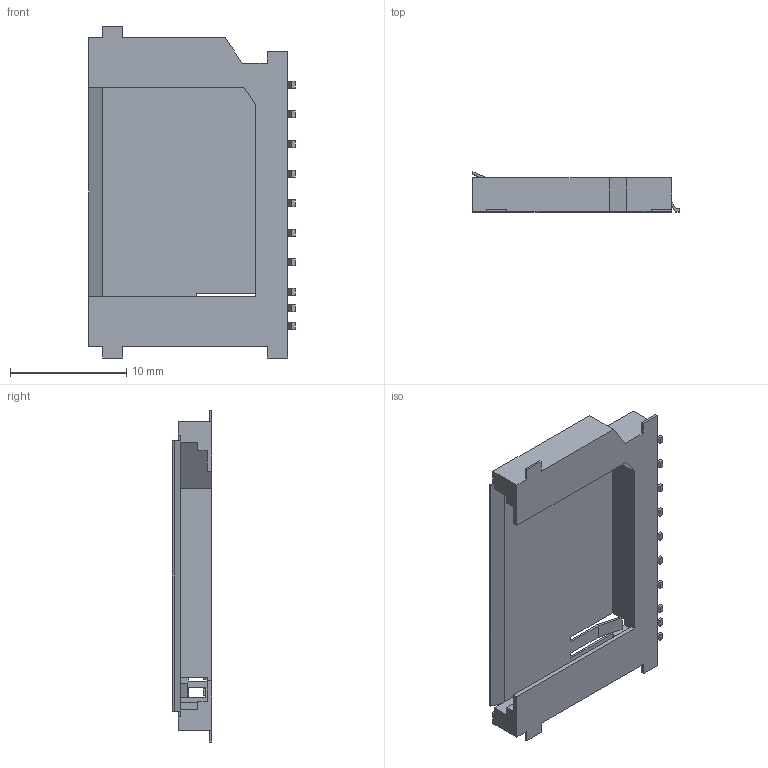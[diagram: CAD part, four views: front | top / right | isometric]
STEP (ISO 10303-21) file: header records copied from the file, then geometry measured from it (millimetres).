
FILE_DESCRIPTION (( 'STEP AP214' ), '1' );
FILE_NAME ('sd_slot.STEP', '2018-12-16T06:02:27', ( '' ), ( '' ), 'SwSTEP 2.0', 'SolidWorks 2016', '' );
FILE_SCHEMA (( 'AUTOMOTIVE_DESIGN' ));
Length unit declared in the file: millimetre
Products named in the file (1): sd_slot
Bounding box: 17.75 x 3.4 x 28.5 mm (x, y, z)
Surface area: 1432.5 mm2 (no closed solid volume)
Topology: 0 solids, 1 shells, 179 faces, 544 edges, 354 vertices
Faces by surface type: plane 179
Entity records: 7896 total; most frequent: CARTESIAN_POINT 1078, ORIENTED_EDGE 1012, DIRECTION 904, LINE 544, EDGE_CURVE 544, VECTOR 544, VERTEX_POINT 354, EDGE_LOOP 191
